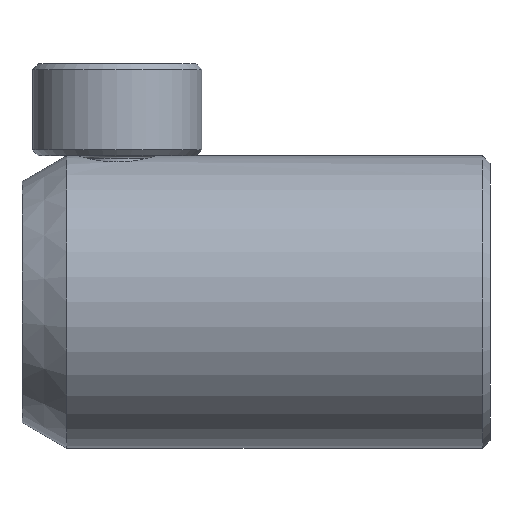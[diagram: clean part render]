
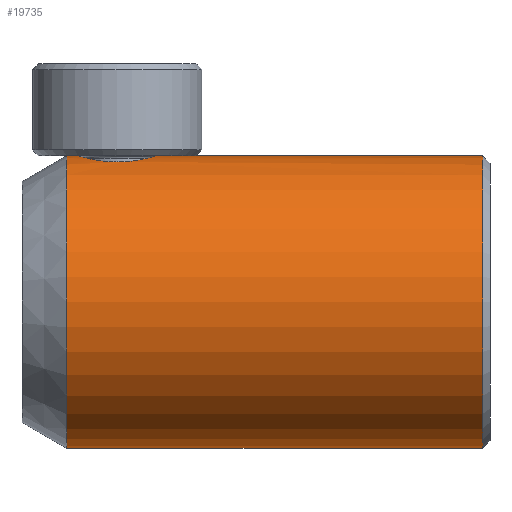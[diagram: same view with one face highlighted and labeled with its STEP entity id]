
A CAD part, left-side view. The second image highlights one B-rep face of the part: STEP entity #19735.
In plain terms, the highlighted cylindrical face has radius 12.5 mm (diameter 25 mm), a partial arc.
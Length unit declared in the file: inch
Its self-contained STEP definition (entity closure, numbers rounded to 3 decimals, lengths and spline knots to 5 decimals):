
#2355 = DIRECTION ( 'NONE',  ( 0., -1., 0. ) ) ;
#2370 = CARTESIAN_POINT ( 'NONE',  ( 0.05475, 1.00609, 0.30455 ) ) ;
#2404 = CARTESIAN_POINT ( 'NONE',  ( 0.05475, 0.85609, -0.18758 ) ) ;
#2409 = CARTESIAN_POINT ( 'NONE',  ( 0.05475, 1.00609, -0.6797 ) ) ;
#2414 = CARTESIAN_POINT ( 'NONE',  ( 0.05475, 0.82067, 0.30455 ) ) ;
#2415 = CARTESIAN_POINT ( 'NONE',  ( 0.04544, 0.82067, 0.30455 ) ) ;
#2416 = CARTESIAN_POINT ( 'NONE',  ( 0.03625, 0.81979, 0.30428 ) ) ;
#2417 = CARTESIAN_POINT ( 'NONE',  ( 0.01812, 0.81631, 0.30327 ) ) ;
#2418 = CARTESIAN_POINT ( 'NONE',  ( 0.00914, 0.81369, 0.30251 ) ) ;
#2419 = CARTESIAN_POINT ( 'NONE',  ( -0.01711, 0.80332, 0.29959 ) ) ;
#2420 = CARTESIAN_POINT ( 'NONE',  ( -0.03233, 0.7937, 0.29697 ) ) ;
#2421 = CARTESIAN_POINT ( 'NONE',  ( -0.05202, 0.77498, 0.29287 ) ) ;
#2422 = CARTESIAN_POINT ( 'NONE',  ( -0.05784, 0.76823, 0.29152 ) ) ;
#2423 = CARTESIAN_POINT ( 'NONE',  ( -0.06545, 0.75734, 0.28965 ) ) ;
#2424 = CARTESIAN_POINT ( 'NONE',  ( -0.06781, 0.75358, 0.28905 ) ) ;
#2425 = CARTESIAN_POINT ( 'NONE',  ( -0.07215, 0.74581, 0.28791 ) ) ;
#2426 = CARTESIAN_POINT ( 'NONE',  ( -0.07412, 0.74185, 0.28738 ) ) ;
#2427 = CARTESIAN_POINT ( 'NONE',  ( -0.08329, 0.72084, 0.28485 ) ) ;
#2428 = CARTESIAN_POINT ( 'NONE',  ( -0.08692, 0.70367, 0.28372 ) ) ;
#2429 = CARTESIAN_POINT ( 'NONE',  ( -0.08691, 0.67723, 0.28372 ) ) ;
#2430 = CARTESIAN_POINT ( 'NONE',  ( -0.086, 0.66852, 0.28399 ) ) ;
#2431 = CARTESIAN_POINT ( 'NONE',  ( -0.08327, 0.65564, 0.2848 ) ) ;
#2432 = CARTESIAN_POINT ( 'NONE',  ( -0.08213, 0.65137, 0.28513 ) ) ;
#2433 = CARTESIAN_POINT ( 'NONE',  ( -0.0794, 0.64289, 0.28591 ) ) ;
#2435 = CARTESIAN_POINT ( 'NONE',  ( -0.07778, 0.63863, 0.28637 ) ) ;
#2436 = CARTESIAN_POINT ( 'NONE',  ( -0.06874, 0.61795, 0.28886 ) ) ;
#2437 = CARTESIAN_POINT ( 'NONE',  ( -0.0586, 0.60343, 0.2915 ) ) ;
#2438 = CARTESIAN_POINT ( 'NONE',  ( -0.03893, 0.58476, 0.2956 ) ) ;
#2439 = CARTESIAN_POINT ( 'NONE',  ( -0.03183, 0.57923, 0.29693 ) ) ;
#2440 = CARTESIAN_POINT ( 'NONE',  ( -0.01654, 0.56956, 0.29942 ) ) ;
#2441 = CARTESIAN_POINT ( 'NONE',  ( -0.00841, 0.56544, 0.30056 ) ) ;
#2442 = CARTESIAN_POINT ( 'NONE',  ( 0.01798, 0.55501, 0.30349 ) ) ;
#2447 = DIRECTION ( 'NONE',  ( 0., -1., 0. ) ) ;
#2448 = CARTESIAN_POINT ( 'NONE',  ( 0.05475, 0.55151, 0.30455 ) ) ;
#2449 = CARTESIAN_POINT ( 'NONE',  ( 0.03614, 0.55152, 0.30455 ) ) ;
#2467 = DIRECTION ( 'NONE',  ( 0., 0., 1. ) ) ;
#2582 = CARTESIAN_POINT ( 'NONE',  ( 0.05475, 0.85609, -0.6797 ) ) ;
#2603 = CARTESIAN_POINT ( 'NONE',  ( 0.05475, 0.85609, 0.30455 ) ) ;
#2618 = CARTESIAN_POINT ( 'NONE',  ( 0.05475, -0.54371, 0.30455 ) ) ;
#2628 = CARTESIAN_POINT ( 'NONE',  ( 0.05475, 0.82067, 0.30455 ) ) ;
#2651 = CARTESIAN_POINT ( 'NONE',  ( 0.05475, 0.55151, 0.30455 ) ) ;
#2653 = CARTESIAN_POINT ( 'NONE',  ( 0.05475, -0.54371, -0.6797 ) ) ;
#2933 = DIRECTION ( 'NONE',  ( 0., -1., 0. ) ) ;
#3066 = ORIENTED_EDGE ( 'NONE', *, *, #17459, .F. ) ;
#3235 = ORIENTED_EDGE ( 'NONE', *, *, #17432, .T. ) ;
#3595 = EDGE_LOOP ( 'NONE', ( #3958, #3731, #4088, #3235, #3066, #3612 ) ) ;
#3612 = ORIENTED_EDGE ( 'NONE', *, *, #17359, .T. ) ;
#3731 = ORIENTED_EDGE ( 'NONE', *, *, #17402, .T. ) ;
#3958 = ORIENTED_EDGE ( 'NONE', *, *, #17391, .F. ) ;
#4088 = ORIENTED_EDGE ( 'NONE', *, *, #17364, .T. ) ;
#6189 = LINE ( 'NONE', #19344, #6217 ) ;
#6217 = VECTOR ( 'NONE', #19342, 39.37008 ) ;
#6221 = LINE ( 'NONE', #2409, #6229 ) ;
#6229 = VECTOR ( 'NONE', #2447, 39.37008 ) ;
#6296 = LINE ( 'NONE', #2370, #6301 ) ;
#6301 = VECTOR ( 'NONE', #2355, 39.37008 ) ;
#6313 = CIRCLE ( 'NONE', #8771, 0.49213 ) ;
#6363 = CIRCLE ( 'NONE', #8778, 0.49213 ) ;
#7774 = AXIS2_PLACEMENT_3D ( 'NONE', #21076, #21064, #21085 ) ;
#8771 = AXIS2_PLACEMENT_3D ( 'NONE', #2404, #2933, #2467 ) ;
#8778 = AXIS2_PLACEMENT_3D ( 'NONE', #19381, #19380, #19379 ) ;
#13243 = VERTEX_POINT ( 'NONE', #2653 ) ;
#13250 = VERTEX_POINT ( 'NONE', #2651 ) ;
#13290 = VERTEX_POINT ( 'NONE', #2628 ) ;
#13326 = VERTEX_POINT ( 'NONE', #2618 ) ;
#13344 = VERTEX_POINT ( 'NONE', #2603 ) ;
#13369 = VERTEX_POINT ( 'NONE', #2582 ) ;
#16280 = FACE_OUTER_BOUND ( 'NONE', #3595, .T. ) ;
#16289 = CYLINDRICAL_SURFACE ( 'NONE', #7774, 0.49213 ) ;
#17359 = EDGE_CURVE ( 'NONE', #13250, #13290, #20013, .T. ) ;
#17364 = EDGE_CURVE ( 'NONE', #13369, #13243, #6221, .T. ) ;
#17391 = EDGE_CURVE ( 'NONE', #13344, #13290, #6296, .T. ) ;
#17402 = EDGE_CURVE ( 'NONE', #13344, #13369, #6313, .T. ) ;
#17432 = EDGE_CURVE ( 'NONE', #13243, #13326, #6363, .T. ) ;
#17459 = EDGE_CURVE ( 'NONE', #13250, #13326, #6189, .T. ) ;
#19342 = DIRECTION ( 'NONE',  ( 0., -1., 0. ) ) ;
#19344 = CARTESIAN_POINT ( 'NONE',  ( 0.05475, 1.00609, 0.30455 ) ) ;
#19379 = DIRECTION ( 'NONE',  ( 0., 0., 1. ) ) ;
#19380 = DIRECTION ( 'NONE',  ( 0., 1., 0. ) ) ;
#19381 = CARTESIAN_POINT ( 'NONE',  ( 0.05475, -0.54371, -0.18758 ) ) ;
#19735 = ADVANCED_FACE ( 'NONE', ( #16280 ), #16289, .T. ) ;
#20013 = B_SPLINE_CURVE_WITH_KNOTS ( 'NONE', 3,
 ( #2448, #2449, #2442, #2441, #2440, #2439, #2438, #2437, #2436, #2435, #2433, #2432, #2431, #2430, #2429, #2428, #2427, #2426, #2425, #2424, #2423, #2422, #2421, #2420, #2419, #2418, #2417, #2416, #2415, #2414 ),
 .UNSPECIFIED., .F., .F.,
 ( 4, 2, 2, 2, 2, 2, 2, 2, 2, 2, 2, 2, 2, 2, 4 ),
 ( 0., 0.06249, 0.09373, 0.12497, 0.18746, 0.20308, 0.2187, 0.24994, 0.31243, 0.32805, 0.34367, 0.37492, 0.4374, 0.46864, 0.49989 ),
 .UNSPECIFIED. ) ;
#21064 = DIRECTION ( 'NONE',  ( 0., -1., 0. ) ) ;
#21076 = CARTESIAN_POINT ( 'NONE',  ( 0.05475, 1.00609, -0.18758 ) ) ;
#21085 = DIRECTION ( 'NONE',  ( 0., 0., -1. ) ) ;
